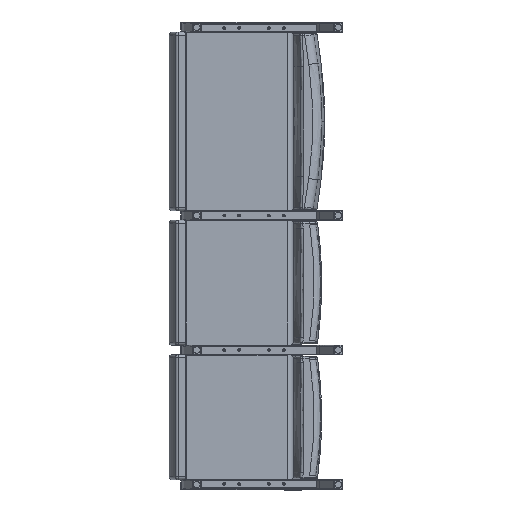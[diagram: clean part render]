
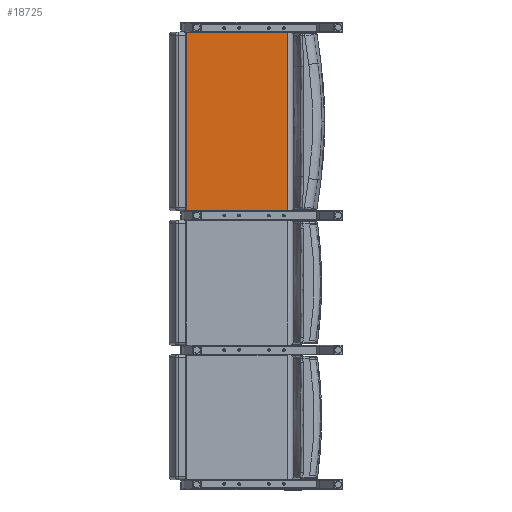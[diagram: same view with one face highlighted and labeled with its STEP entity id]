
A CAD part, front view. The second image highlights one B-rep face of the part: STEP entity #18725.
In plain terms, the highlighted planar face has unit normal (0, -1, 0).
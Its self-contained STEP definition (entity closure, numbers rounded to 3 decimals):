
#2253=PLANE('',#20490);
#3348=LINE('',#68423,#3960);
#3364=LINE('',#68557,#3976);
#3370=LINE('',#68644,#3982);
#3371=LINE('',#68646,#3983);
#3960=VECTOR('',#23869,16.874);
#3976=VECTOR('',#23945,16.874);
#3982=VECTOR('',#24007,29.932);
#3983=VECTOR('',#24010,29.932);
#5359=FACE_OUTER_BOUND('',#6799,.T.);
#6799=EDGE_LOOP('',(#15393,#15394,#15395,#15396));
#9650=VERTEX_POINT('',#68411);
#9651=VERTEX_POINT('',#68422);
#9675=VERTEX_POINT('',#68545);
#9676=VERTEX_POINT('',#68556);
#11665=EDGE_CURVE('',#9650,#9651,#3348,.T.);
#11704=EDGE_CURVE('',#9675,#9676,#3364,.T.);
#11729=EDGE_CURVE('',#9675,#9651,#3370,.T.);
#11730=EDGE_CURVE('',#9676,#9650,#3371,.T.);
#15393=ORIENTED_EDGE('',*,*,#11665,.F.);
#15394=ORIENTED_EDGE('',*,*,#11730,.F.);
#15395=ORIENTED_EDGE('',*,*,#11704,.F.);
#15396=ORIENTED_EDGE('',*,*,#11729,.T.);
#18725=ADVANCED_FACE('',(#5359),#2253,.T.);
#20490=AXIS2_PLACEMENT_3D('',#68645,#24008,#24009);
#23869=DIRECTION('',(1.,0.,0.));
#23945=DIRECTION('',(-1.,0.,0.));
#24007=DIRECTION('',(0.,0.,1.));
#24008=DIRECTION('center_axis',(0.,-1.,0.));
#24009=DIRECTION('ref_axis',(1.,0.,0.));
#24010=DIRECTION('',(0.,0.,1.));
#68411=CARTESIAN_POINT('',(-12.083,0.797,29.966));
#68422=CARTESIAN_POINT('',(4.791,0.797,29.966));
#68423=CARTESIAN_POINT('',(-9.146,0.797,29.966));
#68545=CARTESIAN_POINT('',(4.791,0.797,0.034));
#68556=CARTESIAN_POINT('',(-12.083,0.797,0.034));
#68557=CARTESIAN_POINT('',(-9.146,0.797,0.034));
#68644=CARTESIAN_POINT('',(4.791,0.797,0.));
#68645=CARTESIAN_POINT('Origin',(-12.083,0.797,0.));
#68646=CARTESIAN_POINT('',(-12.083,0.797,0.));
